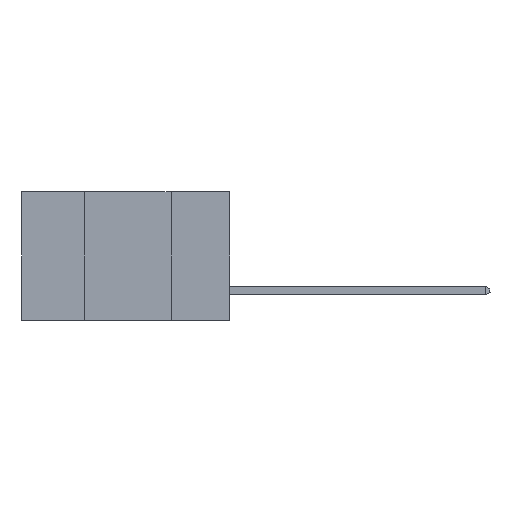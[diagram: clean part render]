
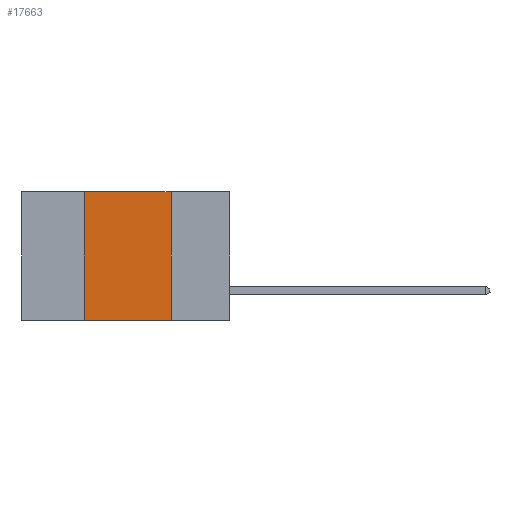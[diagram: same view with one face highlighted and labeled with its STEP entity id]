
A CAD part, left-side view. The second image highlights one B-rep face of the part: STEP entity #17663.
In plain terms, the highlighted planar face has unit normal (-1, 0, 0).
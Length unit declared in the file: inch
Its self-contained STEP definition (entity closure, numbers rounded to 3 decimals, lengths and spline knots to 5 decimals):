
#48 = ORIENTED_EDGE ( 'NONE', *, *, #18006, .F. ) ;
#91 = ORIENTED_EDGE ( 'NONE', *, *, #18881, .F. ) ;
#502 = CARTESIAN_POINT ( 'NONE',  ( 0., 0.6, -0.37 ) ) ;
#543 = DIRECTION ( 'NONE',  ( 0., 0., 1. ) ) ;
#1831 = CARTESIAN_POINT ( 'NONE',  ( 0., 0.17, 0. ) ) ;
#2249 = LINE ( 'NONE', #16228, #4362 ) ;
#2798 = VECTOR ( 'NONE', #543, 39.37008 ) ;
#2936 = DIRECTION ( 'NONE',  ( 0., 0., -1. ) ) ;
#4362 = VECTOR ( 'NONE', #17766, 39.37008 ) ;
#4887 = CARTESIAN_POINT ( 'NONE',  ( 0., 0.42, -0.37 ) ) ;
#5962 = DIRECTION ( 'NONE',  ( 0., 0., -1. ) ) ;
#6061 = CARTESIAN_POINT ( 'NONE',  ( 0., 0.17, 0. ) ) ;
#6235 = CARTESIAN_POINT ( 'NONE',  ( 0., 0.6, 0. ) ) ;
#6693 = EDGE_CURVE ( 'NONE', #10662, #17420, #18453, .T. ) ;
#6781 = VERTEX_POINT ( 'NONE', #1831 ) ;
#7152 = FACE_OUTER_BOUND ( 'NONE', #14202, .T. ) ;
#7680 = DIRECTION ( 'NONE',  ( 1., 0., 0. ) ) ;
#8014 = CARTESIAN_POINT ( 'NONE',  ( 0., 0.42, 0. ) ) ;
#8262 = ORIENTED_EDGE ( 'NONE', *, *, #13623, .F. ) ;
#9104 = PLANE ( 'NONE',  #14370 ) ;
#10662 = VERTEX_POINT ( 'NONE', #4887 ) ;
#10816 = VECTOR ( 'NONE', #2936, 39.37008 ) ;
#11128 = LINE ( 'NONE', #12740, #2798 ) ;
#12740 = CARTESIAN_POINT ( 'NONE',  ( 0., 0.42, 0. ) ) ;
#13046 = CARTESIAN_POINT ( 'NONE',  ( 0., 0.17, -0.37 ) ) ;
#13623 = EDGE_CURVE ( 'NONE', #10662, #14813, #11128, .T. ) ;
#14202 = EDGE_LOOP ( 'NONE', ( #91, #48, #8262, #18033 ) ) ;
#14370 = AXIS2_PLACEMENT_3D ( 'NONE', #6235, #7680, #5962 ) ;
#14813 = VERTEX_POINT ( 'NONE', #8014 ) ;
#15832 = VECTOR ( 'NONE', #17290, 39.37008 ) ;
#16228 = CARTESIAN_POINT ( 'NONE',  ( 0., 0.6, 0. ) ) ;
#16499 = LINE ( 'NONE', #6061, #10816 ) ;
#17290 = DIRECTION ( 'NONE',  ( 0., -1., 0. ) ) ;
#17420 = VERTEX_POINT ( 'NONE', #13046 ) ;
#17663 = ADVANCED_FACE ( 'NONE', ( #7152 ), #9104, .F. ) ;
#17766 = DIRECTION ( 'NONE',  ( 0., -1., 0. ) ) ;
#18006 = EDGE_CURVE ( 'NONE', #14813, #6781, #2249, .T. ) ;
#18033 = ORIENTED_EDGE ( 'NONE', *, *, #6693, .T. ) ;
#18453 = LINE ( 'NONE', #502, #15832 ) ;
#18881 = EDGE_CURVE ( 'NONE', #6781, #17420, #16499, .T. ) ;
